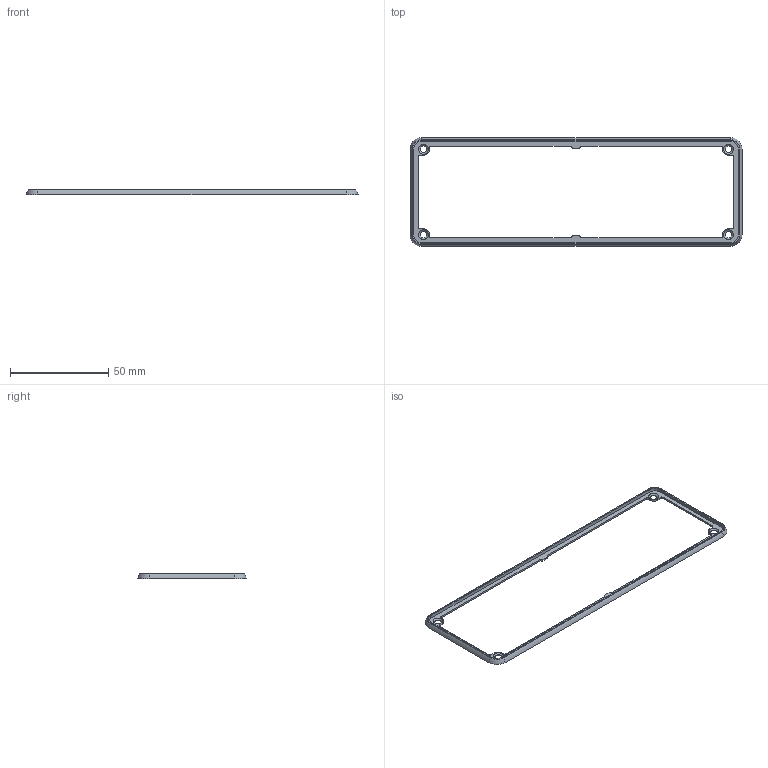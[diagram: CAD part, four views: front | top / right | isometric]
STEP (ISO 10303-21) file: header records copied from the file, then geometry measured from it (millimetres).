
FILE_DESCRIPTION (( 'STEP AP214' ), '1' );
FILE_NAME ('Case Bezel Outer Half.STEP', '2024-07-11T06:54:08', ( '' ), ( '' ), 'SwSTEP 2.0', 'SolidWorks 2017', '' );
FILE_SCHEMA (( 'AUTOMOTIVE_DESIGN' ));
Length unit declared in the file: millimetre
Products named in the file (1): Case Bezel Outer Half
Bounding box: 169.24 x 55.37 x 2.6 mm (x, y, z)
Volume: 2555.2 mm3; surface area: 5671.9 mm2
Topology: 1 solids, 1 shells, 75 faces, 204 edges, 132 vertices
Faces by surface type: cylinder 36, plane 23, cone 8, bspline 4, torus 4
Entity records: 3362 total; most frequent: CARTESIAN_POINT 538, DIRECTION 436, ORIENTED_EDGE 408, EDGE_CURVE 204, AXIS2_PLACEMENT_3D 164, VERTEX_POINT 132, LINE 108, VECTOR 108
